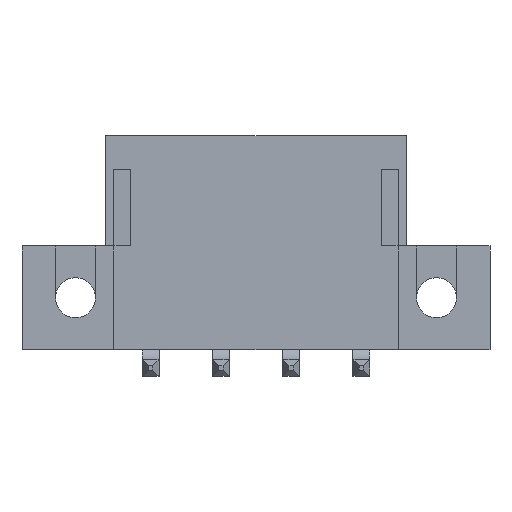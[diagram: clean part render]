
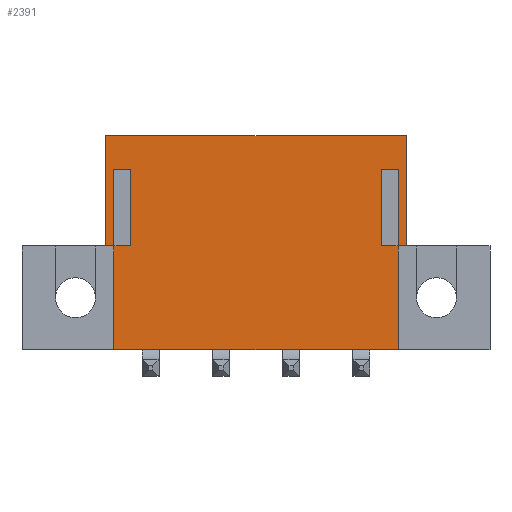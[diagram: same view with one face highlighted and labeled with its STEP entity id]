
A CAD part, front view. The second image highlights one B-rep face of the part: STEP entity #2391.
In plain terms, the highlighted planar face has unit normal (0, -1, 0).
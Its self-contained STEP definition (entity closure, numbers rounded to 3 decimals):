
#22=DIRECTION('',(-1.,0.,0.));
#23=VECTOR('',#22,18.);
#24=CARTESIAN_POINT('',(9.,0.4,0.));
#25=LINE('',#24,#23);
#188=DIRECTION('',(0.,0.,-1.));
#189=VECTOR('',#188,6.6);
#190=CARTESIAN_POINT('',(-9.,0.4,0.));
#191=LINE('',#190,#189);
#325=DIRECTION('',(-1.,0.,0.));
#326=VECTOR('',#325,17.);
#327=CARTESIAN_POINT('',(8.5,0.4,-12.8));
#328=LINE('',#327,#326);
#434=DIRECTION('',(-1.,0.,0.));
#435=VECTOR('',#434,0.45);
#436=CARTESIAN_POINT('',(9.,0.4,-6.6));
#437=LINE('',#436,#435);
#438=DIRECTION('',(0.,0.,-1.));
#439=VECTOR('',#438,4.6);
#440=CARTESIAN_POINT('',(8.55,0.4,-2.));
#441=LINE('',#440,#439);
#442=DIRECTION('',(-1.,0.,0.));
#443=VECTOR('',#442,1.05);
#444=CARTESIAN_POINT('',(8.55,0.4,-2.));
#445=LINE('',#444,#443);
#446=DIRECTION('',(0.,0.,-1.));
#447=VECTOR('',#446,4.6);
#448=CARTESIAN_POINT('',(7.5,0.4,-2.));
#449=LINE('',#448,#447);
#450=DIRECTION('',(-1.,0.,0.));
#451=VECTOR('',#450,1.);
#452=CARTESIAN_POINT('',(8.5,0.4,-6.6));
#453=LINE('',#452,#451);
#454=DIRECTION('',(0.,0.,1.));
#455=VECTOR('',#454,6.2);
#456=CARTESIAN_POINT('',(8.5,0.4,-12.8));
#457=LINE('',#456,#455);
#458=DIRECTION('',(0.,0.,1.));
#459=VECTOR('',#458,6.2);
#460=CARTESIAN_POINT('',(-8.5,0.4,-12.8));
#461=LINE('',#460,#459);
#462=DIRECTION('',(-1.,0.,0.));
#463=VECTOR('',#462,1.);
#464=CARTESIAN_POINT('',(-7.5,0.4,-6.6));
#465=LINE('',#464,#463);
#466=DIRECTION('',(0.,0.,-1.));
#467=VECTOR('',#466,4.6);
#468=CARTESIAN_POINT('',(-7.5,0.4,-2.));
#469=LINE('',#468,#467);
#470=DIRECTION('',(-1.,0.,0.));
#471=VECTOR('',#470,1.05);
#472=CARTESIAN_POINT('',(-7.5,0.4,-2.));
#473=LINE('',#472,#471);
#474=DIRECTION('',(0.,0.,-1.));
#475=VECTOR('',#474,4.6);
#476=CARTESIAN_POINT('',(-8.55,0.4,-2.));
#477=LINE('',#476,#475);
#478=DIRECTION('',(-1.,0.,0.));
#479=VECTOR('',#478,0.45);
#480=CARTESIAN_POINT('',(-8.55,0.4,-6.6));
#481=LINE('',#480,#479);
#482=DIRECTION('',(0.,0.,-1.));
#483=VECTOR('',#482,6.6);
#484=CARTESIAN_POINT('',(9.,0.4,0.));
#485=LINE('',#484,#483);
#1503=CARTESIAN_POINT('',(9.,0.4,0.));
#1504=CARTESIAN_POINT('',(-9.,0.4,0.));
#1505=VERTEX_POINT('',#1503);
#1506=VERTEX_POINT('',#1504);
#1531=CARTESIAN_POINT('',(-9.,0.4,-6.6));
#1533=VERTEX_POINT('',#1531);
#1535=CARTESIAN_POINT('',(9.,0.4,-6.6));
#1537=VERTEX_POINT('',#1535);
#1539=CARTESIAN_POINT('',(8.5,0.4,-12.8));
#1540=CARTESIAN_POINT('',(-8.5,0.4,-12.8));
#1541=VERTEX_POINT('',#1539);
#1542=VERTEX_POINT('',#1540);
#1615=CARTESIAN_POINT('',(8.55,0.4,-6.6));
#1616=VERTEX_POINT('',#1615);
#1617=CARTESIAN_POINT('',(-8.55,0.4,-6.6));
#1618=VERTEX_POINT('',#1617);
#1707=CARTESIAN_POINT('',(8.55,0.4,-2.));
#1708=CARTESIAN_POINT('',(7.5,0.4,-2.));
#1709=VERTEX_POINT('',#1707);
#1710=VERTEX_POINT('',#1708);
#1711=CARTESIAN_POINT('',(-7.5,0.4,-2.));
#1712=CARTESIAN_POINT('',(-8.55,0.4,-2.));
#1713=VERTEX_POINT('',#1711);
#1714=VERTEX_POINT('',#1712);
#1715=CARTESIAN_POINT('',(8.5,0.4,-6.6));
#1716=VERTEX_POINT('',#1715);
#1717=CARTESIAN_POINT('',(-8.5,0.4,-6.6));
#1718=VERTEX_POINT('',#1717);
#1813=CARTESIAN_POINT('',(7.5,0.4,-6.6));
#1814=VERTEX_POINT('',#1813);
#1815=CARTESIAN_POINT('',(-7.5,0.4,-6.6));
#1816=VERTEX_POINT('',#1815);
#2359=CARTESIAN_POINT('',(9.,0.4,0.));
#2360=DIRECTION('',(0.,-1.,0.));
#2361=DIRECTION('',(-1.,0.,0.));
#2362=AXIS2_PLACEMENT_3D('',#2359,#2360,#2361);
#2363=PLANE('',#2362);
#2364=ORIENTED_EDGE('',*,*,#2140,.T.);
#2366=ORIENTED_EDGE('',*,*,#2365,.F.);
#2368=ORIENTED_EDGE('',*,*,#2367,.T.);
#2370=ORIENTED_EDGE('',*,*,#2369,.T.);
#2372=ORIENTED_EDGE('',*,*,#2371,.F.);
#2373=ORIENTED_EDGE('',*,*,#2236,.F.);
#2374=ORIENTED_EDGE('',*,*,#2255,.T.);
#2376=ORIENTED_EDGE('',*,*,#2375,.T.);
#2378=ORIENTED_EDGE('',*,*,#2377,.F.);
#2380=ORIENTED_EDGE('',*,*,#2379,.F.);
#2382=ORIENTED_EDGE('',*,*,#2381,.T.);
#2383=ORIENTED_EDGE('',*,*,#2350,.T.);
#2384=ORIENTED_EDGE('',*,*,#2191,.T.);
#2385=ORIENTED_EDGE('',*,*,#2126,.F.);
#2386=ORIENTED_EDGE('',*,*,#1982,.F.);
#2388=ORIENTED_EDGE('',*,*,#2387,.T.);
#2389=EDGE_LOOP('',(#2364,#2366,#2368,#2370,#2372,#2373,#2374,#2376,#2378,#2380,
#2382,#2383,#2384,#2385,#2386,#2388));
#2390=FACE_OUTER_BOUND('',#2389,.F.);
#2391=ADVANCED_FACE('',(#2390),#2363,.T.);
#1982=EDGE_CURVE('',#1505,#1506,#25,.T.);
#2126=EDGE_CURVE('',#1506,#1533,#191,.T.);
#2140=EDGE_CURVE('',#1537,#1616,#437,.T.);
#2191=EDGE_CURVE('',#1618,#1533,#481,.T.);
#2236=EDGE_CURVE('',#1541,#1716,#457,.T.);
#2255=EDGE_CURVE('',#1541,#1542,#328,.T.);
#2350=EDGE_CURVE('',#1714,#1618,#477,.T.);
#2365=EDGE_CURVE('',#1709,#1616,#441,.T.);
#2367=EDGE_CURVE('',#1709,#1710,#445,.T.);
#2369=EDGE_CURVE('',#1710,#1814,#449,.T.);
#2371=EDGE_CURVE('',#1716,#1814,#453,.T.);
#2375=EDGE_CURVE('',#1542,#1718,#461,.T.);
#2377=EDGE_CURVE('',#1816,#1718,#465,.T.);
#2379=EDGE_CURVE('',#1713,#1816,#469,.T.);
#2381=EDGE_CURVE('',#1713,#1714,#473,.T.);
#2387=EDGE_CURVE('',#1505,#1537,#485,.T.);
